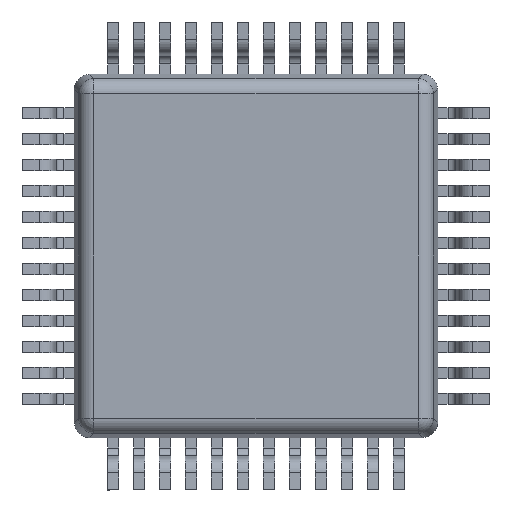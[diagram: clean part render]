
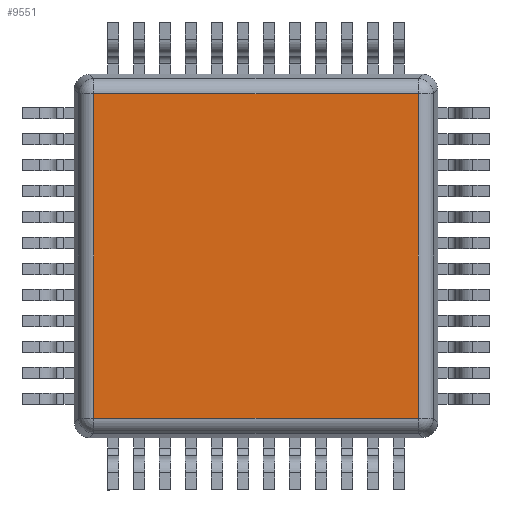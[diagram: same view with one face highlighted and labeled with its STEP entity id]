
A CAD part, front view. The second image highlights one B-rep face of the part: STEP entity #9551.
In plain terms, the highlighted planar face has unit normal (0, -1, 0).
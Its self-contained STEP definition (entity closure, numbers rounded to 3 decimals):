
#292 = VERTEX_POINT ( 'NONE', #9623 ) ;
#2583 = VECTOR ( 'NONE', #5185, 1000. ) ;
#2808 = CARTESIAN_POINT ( 'NONE',  ( -3.124, 0.1, 3.124 ) ) ;
#2969 = DIRECTION ( 'NONE',  ( 0., 0., -1. ) ) ;
#3486 = EDGE_LOOP ( 'NONE', ( #21252, #11888, #11027, #15036 ) ) ;
#4425 = LINE ( 'NONE', #8622, #9141 ) ;
#4797 = CARTESIAN_POINT ( 'NONE',  ( -3.124, 0.1, 3.5 ) ) ;
#5185 = DIRECTION ( 'NONE',  ( 0., 0., 1. ) ) ;
#7275 = LINE ( 'NONE', #12228, #2583 ) ;
#7345 = DIRECTION ( 'NONE',  ( 1., 0., 0. ) ) ;
#7365 = EDGE_CURVE ( 'NONE', #16556, #12673, #4425, .T. ) ;
#8005 = VECTOR ( 'NONE', #2969, 1000. ) ;
#8580 = AXIS2_PLACEMENT_3D ( 'NONE', #8834, #21193, #10599 ) ;
#8622 = CARTESIAN_POINT ( 'NONE',  ( 0., 0.1, 3.124 ) ) ;
#8834 = CARTESIAN_POINT ( 'NONE',  ( 0., 0.1, 3.5 ) ) ;
#9141 = VECTOR ( 'NONE', #19194, 1000. ) ;
#9548 = EDGE_CURVE ( 'NONE', #292, #16556, #7275, .T. ) ;
#9551 = ADVANCED_FACE ( 'NONE', ( #16142 ), #22877, .T. ) ;
#9623 = CARTESIAN_POINT ( 'NONE',  ( 3.124, 0.1, -3.124 ) ) ;
#10599 = DIRECTION ( 'NONE',  ( 1., 0., 0. ) ) ;
#11027 = ORIENTED_EDGE ( 'NONE', *, *, #18338, .T. ) ;
#11508 = LINE ( 'NONE', #19694, #16231 ) ;
#11888 = ORIENTED_EDGE ( 'NONE', *, *, #7365, .T. ) ;
#11947 = VERTEX_POINT ( 'NONE', #21355 ) ;
#12228 = CARTESIAN_POINT ( 'NONE',  ( 3.124, 0.1, 3.5 ) ) ;
#12673 = VERTEX_POINT ( 'NONE', #2808 ) ;
#13770 = EDGE_CURVE ( 'NONE', #11947, #292, #11508, .T. ) ;
#15036 = ORIENTED_EDGE ( 'NONE', *, *, #13770, .T. ) ;
#16142 = FACE_OUTER_BOUND ( 'NONE', #3486, .T. ) ;
#16231 = VECTOR ( 'NONE', #7345, 1000. ) ;
#16556 = VERTEX_POINT ( 'NONE', #20340 ) ;
#18338 = EDGE_CURVE ( 'NONE', #12673, #11947, #21546, .T. ) ;
#19194 = DIRECTION ( 'NONE',  ( -1., 0., 0. ) ) ;
#19694 = CARTESIAN_POINT ( 'NONE',  ( 0., 0.1, -3.124 ) ) ;
#20340 = CARTESIAN_POINT ( 'NONE',  ( 3.124, 0.1, 3.124 ) ) ;
#21193 = DIRECTION ( 'NONE',  ( 0., -1., 0. ) ) ;
#21252 = ORIENTED_EDGE ( 'NONE', *, *, #9548, .T. ) ;
#21355 = CARTESIAN_POINT ( 'NONE',  ( -3.124, 0.1, -3.124 ) ) ;
#21546 = LINE ( 'NONE', #4797, #8005 ) ;
#22877 = PLANE ( 'NONE',  #8580 ) ;
